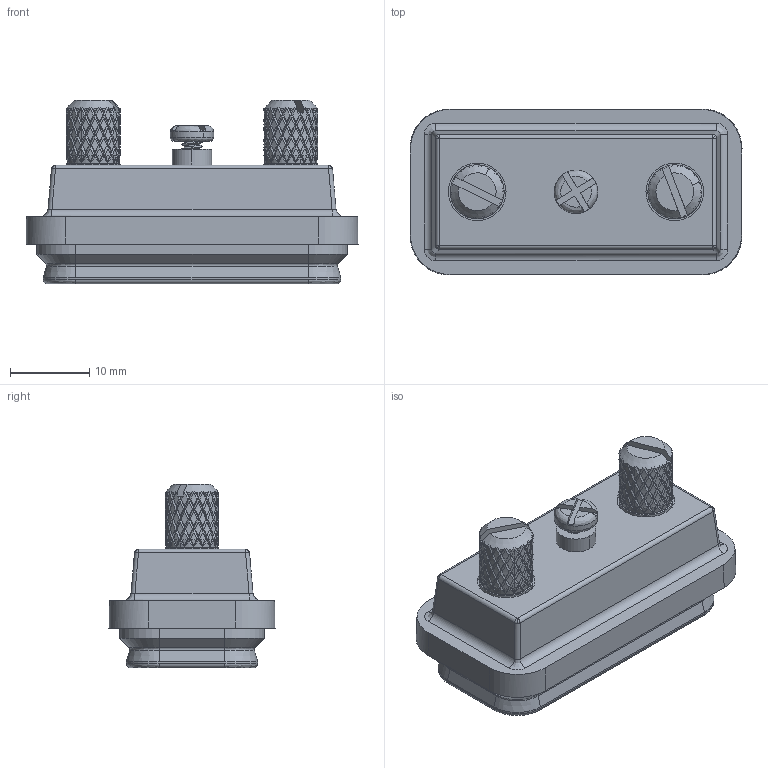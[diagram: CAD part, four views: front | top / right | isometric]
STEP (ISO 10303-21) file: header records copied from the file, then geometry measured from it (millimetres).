
FILE_DESCRIPTION (( 'STEP AP214' ), '1' );
FILE_NAME ('627-229-009-010.STEP', '2020-09-15T19:29:16', ( '' ), ( '' ), 'SwSTEP 2.0', 'SolidWorks 2020', '' );
FILE_SCHEMA (( 'AUTOMOTIVE_DESIGN' ));
Length unit declared in the file: millimetre
Products named in the file (6): Seal; 627-229-009-010; PLASTIC-JACKET-9P; #4-40 UNC Thumbscrew; M3 Screw; O-Ring
Assembly tree (7 placements, depth 2):
  627-229-009-010
    Seal
    PLASTIC-JACKET-9P
    O-Ring  x2
    #4-40 UNC Thumbscrew  x2
    M3 Screw
Bounding box: 42 x 21 x 23.2 mm (x, y, z)
Volume: 5365.2 mm3; surface area: 6945.3 mm2
Topology: 7 solids, 7 shells, 1632 faces, 3625 edges, 2005 vertices
Faces by surface type: bspline 1074, cylinder 373, plane 100, cone 85
Entity records: 47671 total; most frequent: CARTESIAN_POINT 31743, ORIENTED_EDGE 4204, EDGE_CURVE 2102, B_SPLINE_CURVE_WITH_KNOTS 1554, DIRECTION 1482, VERTEX_POINT 1184, EDGE_LOOP 960, ADVANCED_FACE 940
